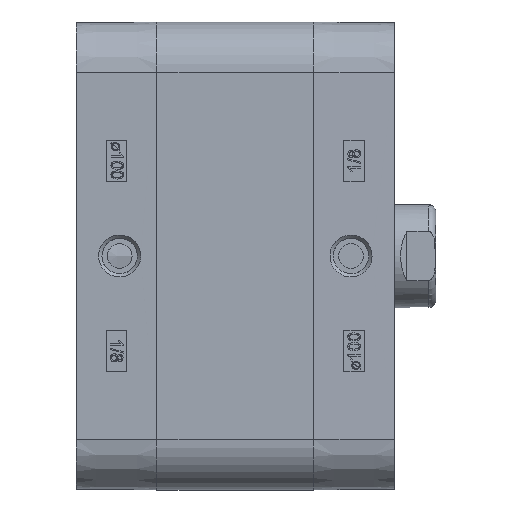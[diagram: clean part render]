
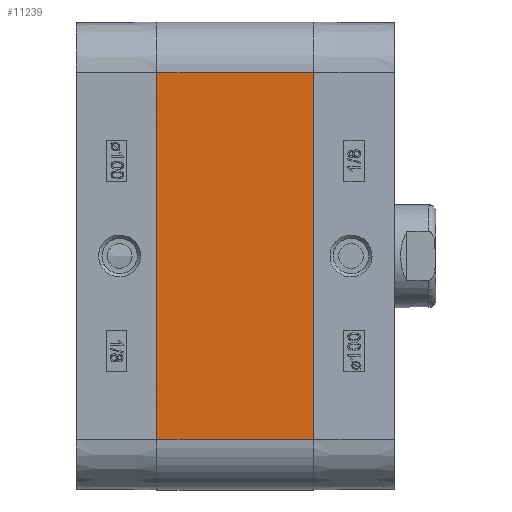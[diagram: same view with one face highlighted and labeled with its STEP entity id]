
A CAD part, left-side view. The second image highlights one B-rep face of the part: STEP entity #11239.
In plain terms, the highlighted planar face has unit normal (-1, 0, 0).
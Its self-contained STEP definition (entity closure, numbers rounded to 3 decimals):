
#5604=CARTESIAN_POINT('',(-56.65,-38.0,44.4));
#5605=VERTEX_POINT('',#5604);
#5612=CARTESIAN_POINT('',(-56.65,-38.0,-44.4));
#5613=VERTEX_POINT('',#5612);
#5614=CARTESIAN_POINT('',(-56.65,-38.0,-44.4));
#5615=DIRECTION('',(0.0,0.0,1.0));
#5616=VECTOR('',#5615,88.8);
#5617=LINE('',#5614,#5616);
#5618=EDGE_CURVE('',#5613,#5605,#5617,.T.);
#11197=CARTESIAN_POINT('',(-56.65,0.0,-44.4));
#11198=VERTEX_POINT('',#11197);
#11199=CARTESIAN_POINT('',(-56.65,0.0,-44.4));
#11200=DIRECTION('',(0.0,-1.0,0.0));
#11201=VECTOR('',#11200,38.0);
#11202=LINE('',#11199,#11201);
#11203=EDGE_CURVE('',#11198,#5613,#11202,.T.);
#11216=CARTESIAN_POINT('',(-56.65,0.0,-44.4));
#11217=DIRECTION('',(-1.0,0.0,0.0));
#11218=DIRECTION('',(0.0,0.0,1.0));
#11219=AXIS2_PLACEMENT_3D('',#11216,#11217,#11218);
#11220=PLANE('',#11219);
#11221=ORIENTED_EDGE('',*,*,#5618,.T.);
#11222=CARTESIAN_POINT('',(-56.65,0.0,44.4));
#11223=VERTEX_POINT('',#11222);
#11224=CARTESIAN_POINT('',(-56.65,0.0,44.4));
#11225=DIRECTION('',(0.0,-1.0,0.0));
#11226=VECTOR('',#11225,38.0);
#11227=LINE('',#11224,#11226);
#11228=EDGE_CURVE('',#11223,#5605,#11227,.T.);
#11229=ORIENTED_EDGE('',*,*,#11228,.F.);
#11230=CARTESIAN_POINT('',(-56.65,0.0,-44.4));
#11231=DIRECTION('',(0.0,0.0,1.0));
#11232=VECTOR('',#11231,88.8);
#11233=LINE('',#11230,#11232);
#11234=EDGE_CURVE('',#11198,#11223,#11233,.T.);
#11235=ORIENTED_EDGE('',*,*,#11234,.F.);
#11236=ORIENTED_EDGE('',*,*,#11203,.T.);
#11237=EDGE_LOOP('',(#11221,#11229,#11235,#11236));
#11238=FACE_OUTER_BOUND('',#11237,.T.);
#11239=ADVANCED_FACE('',(#11238),#11220,.T.);
